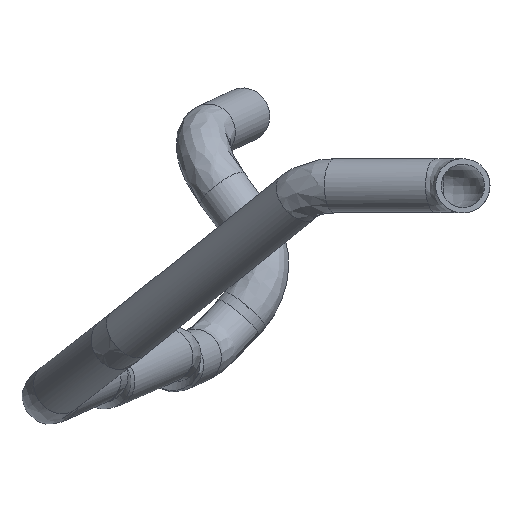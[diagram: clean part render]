
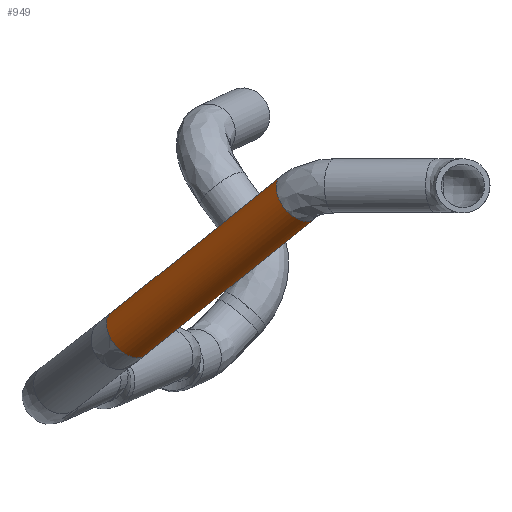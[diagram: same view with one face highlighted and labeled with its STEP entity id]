
A CAD part, left-side view. The second image highlights one B-rep face of the part: STEP entity #949.
In plain terms, the highlighted cylindrical face has radius 7.5 mm (diameter 15 mm), a full revolution.
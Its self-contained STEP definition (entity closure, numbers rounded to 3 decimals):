
#881=CARTESIAN_POINT('',(48.99,45.669,-3.293));
#882=DIRECTION('',(0.613,0.616,-0.496));
#883=DIRECTION('',(-0.787,0.532,-0.312));
#884=AXIS2_PLACEMENT_3D('',#881,#882,#883);
#885=CYLINDRICAL_SURFACE('',#884,7.5);
#886=CARTESIAN_POINT('',(89.672,96.459,-43.3));
#887=VERTEX_POINT('',#886);
#888=CARTESIAN_POINT('',(43.088,49.662,-5.631));
#889=VERTEX_POINT('',#888);
#890=CARTESIAN_POINT('',(89.672,96.459,-43.3));
#891=DIRECTION('',(-0.613,-0.616,0.496));
#892=VECTOR('',#891,76.019);
#893=LINE('',#890,#892);
#894=EDGE_CURVE('',#887,#889,#893,.T.);
#895=ORIENTED_EDGE('',*,*,#894,.T.);
#896=CARTESIAN_POINT('',(47.561,51.096,1.682));
#897=VERTEX_POINT('',#896);
#898=CARTESIAN_POINT('',(48.99,45.669,-3.293));
#899=DIRECTION('',(0.613,0.616,-0.496));
#900=DIRECTION('',(-0.787,0.532,-0.312));
#901=AXIS2_PLACEMENT_3D('',#898,#899,#900);
#902=CIRCLE('',#901,7.5);
#903=EDGE_CURVE('',#889,#897,#902,.T.);
#904=ORIENTED_EDGE('',*,*,#903,.T.);
#905=CARTESIAN_POINT('',(54.893,41.676,-0.955));
#906=VERTEX_POINT('',#905);
#907=CARTESIAN_POINT('',(48.99,45.669,-3.293));
#908=DIRECTION('',(0.613,0.616,-0.496));
#909=DIRECTION('',(-0.787,0.532,-0.312));
#910=AXIS2_PLACEMENT_3D('',#907,#908,#909);
#911=CIRCLE('',#910,7.5);
#912=EDGE_CURVE('',#897,#906,#911,.T.);
#913=ORIENTED_EDGE('',*,*,#912,.T.);
#914=CARTESIAN_POINT('',(48.99,45.669,-3.293));
#915=DIRECTION('',(0.613,0.616,-0.496));
#916=DIRECTION('',(-0.787,0.532,-0.312));
#917=AXIS2_PLACEMENT_3D('',#914,#915,#916);
#918=CIRCLE('',#917,7.5);
#919=EDGE_CURVE('',#906,#889,#918,.T.);
#920=ORIENTED_EDGE('',*,*,#919,.T.);
#921=ORIENTED_EDGE('',*,*,#894,.F.);
#922=CARTESIAN_POINT('',(89.65,95.887,-44.037));
#923=VERTEX_POINT('',#922);
#924=CARTESIAN_POINT('',(95.574,92.466,-40.962));
#925=DIRECTION('',(0.613,0.616,-0.496));
#926=DIRECTION('',(-0.787,0.532,-0.312));
#927=AXIS2_PLACEMENT_3D('',#924,#925,#926);
#928=CIRCLE('',#927,7.5);
#929=EDGE_CURVE('',#923,#887,#928,.T.);
#930=ORIENTED_EDGE('',*,*,#929,.F.);
#931=CARTESIAN_POINT('',(101.476,88.473,-38.623));
#932=VERTEX_POINT('',#931);
#933=CARTESIAN_POINT('',(95.574,92.466,-40.962));
#934=DIRECTION('',(0.613,0.616,-0.496));
#935=DIRECTION('',(-0.787,0.532,-0.312));
#936=AXIS2_PLACEMENT_3D('',#933,#934,#935);
#937=CIRCLE('',#936,7.5);
#938=EDGE_CURVE('',#932,#923,#937,.T.);
#939=ORIENTED_EDGE('',*,*,#938,.F.);
#940=CARTESIAN_POINT('',(95.574,92.466,-40.962));
#941=DIRECTION('',(0.613,0.616,-0.496));
#942=DIRECTION('',(-0.787,0.532,-0.312));
#943=AXIS2_PLACEMENT_3D('',#940,#941,#942);
#944=CIRCLE('',#943,7.5);
#945=EDGE_CURVE('',#887,#932,#944,.T.);
#946=ORIENTED_EDGE('',*,*,#945,.F.);
#947=EDGE_LOOP('',(#895,#904,#913,#920,#921,#930,#939,#946));
#948=FACE_OUTER_BOUND('',#947,.T.);
#949=ADVANCED_FACE('',(#948),#885,.T.);
